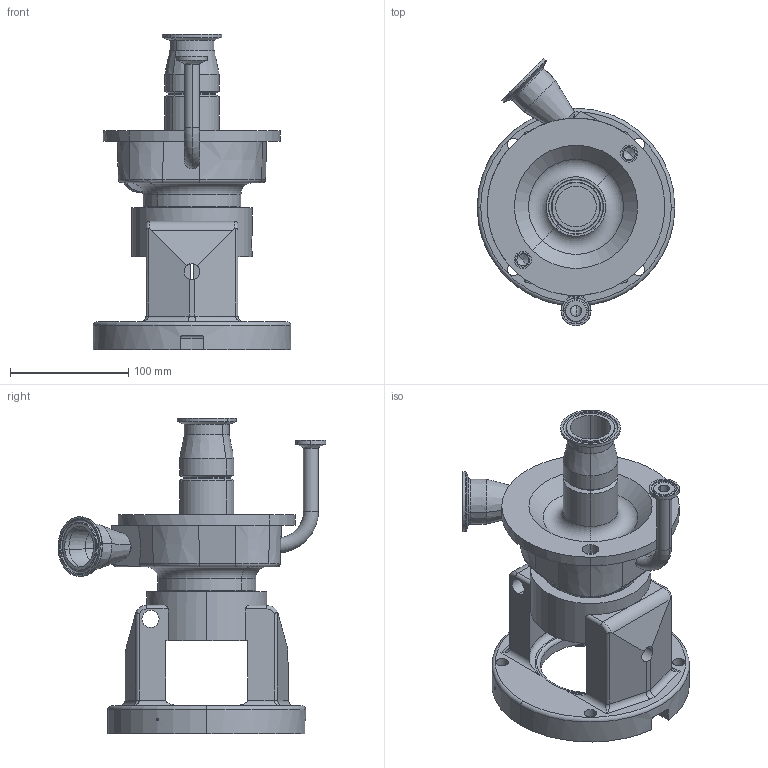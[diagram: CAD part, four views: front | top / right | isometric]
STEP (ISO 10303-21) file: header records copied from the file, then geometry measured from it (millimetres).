
FILE_DESCRIPTION (( 'STEP AP214' ), '1' );
FILE_NAME ('FPX 701-702 56-140TC 45L 1-2 In ELBOW FRONT.STEP', '2022-12-16T20:24:24', ( '' ), ( '' ), 'SwSTEP 2.0', 'SolidWorks 2021', '' );
FILE_SCHEMA (( 'AUTOMOTIVE_DESIGN' ));
Length unit declared in the file: millimetre
Products named in the file (2): FPX 701-702 56-140TC 45L 1-2 In ELBOW FRONT; FPX 700 56-140TC 45L 1-2 In ELBOW FRONT^1275000073.STEP
Assembly tree (1 placements, depth 2):
  FPX 701-702 56-140TC 45L 1-2 In ELBOW FRONT
    FPX 700 56-140TC 45L 1-2 In ELBOW FRONT^1275000073.STEP
Bounding box: 167 x 226.33 x 266.6 mm (x, y, z)
Volume: 1526681.6 mm3; surface area: 243862.1 mm2
Topology: 1 solids, 1 shells, 386 faces, 950 edges, 565 vertices
Faces by surface type: cylinder 160, torus 83, plane 70, cone 66, bspline 6, sphere 1
Entity records: 16588 total; most frequent: CARTESIAN_POINT 7298, DIRECTION 2096, ORIENTED_EDGE 1874, EDGE_CURVE 937, AXIS2_PLACEMENT_3D 871, VERTEX_POINT 565, CIRCLE 487, EDGE_LOOP 424
